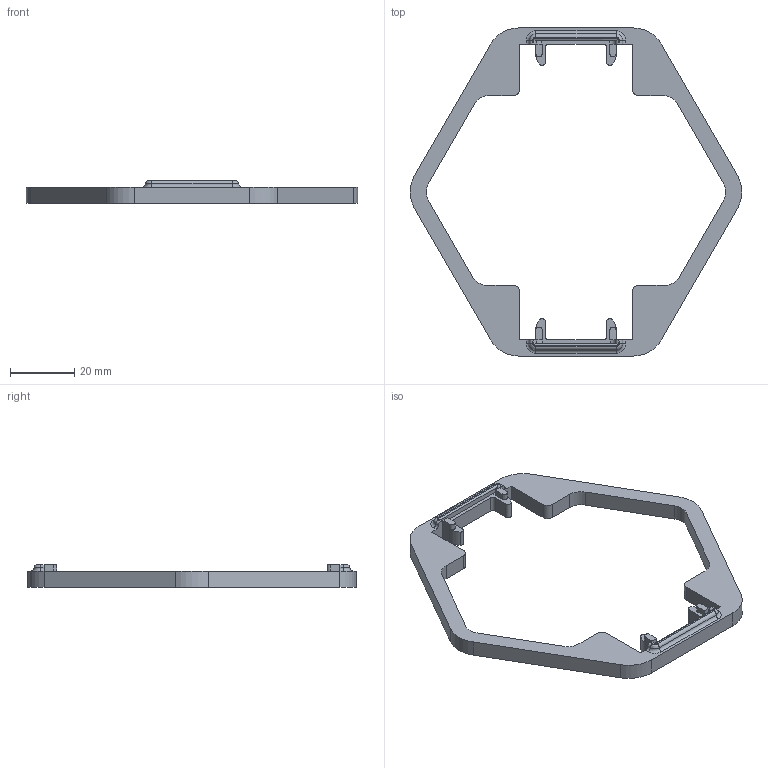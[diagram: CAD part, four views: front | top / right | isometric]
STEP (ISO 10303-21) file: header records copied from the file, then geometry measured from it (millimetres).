
FILE_DESCRIPTION(/* description */ (''),/* implementation_level */ '2;1');
FILE_NAME(/* name */ 'camera-top.stp',/* time_stamp */ '2024-11-10T19:16:10-08:00',/* author */ ('generic'),/* organization */ (''),/* preprocessor_version */ 'ST-DEVELOPER v19.2',/* originating_system */ 'Autodesk Inventor 2024',/* authorisation */ '');
FILE_SCHEMA (('AUTOMOTIVE_DESIGN { 1 0 10303 214 3 1 1 }'));
Length unit declared in the file: millimetre
Products named in the file (1): camera-top
Bounding box: 103.14 x 102 x 7 mm (x, y, z)
Volume: 11009.7 mm3; surface area: 7977.9 mm2
Topology: 1 solids, 1 shells, 114 faces, 316 edges, 205 vertices
Faces by surface type: plane 52, cylinder 51, bspline 7, torus 4
Entity records: 3885 total; most frequent: CARTESIAN_POINT 860, DIRECTION 633, ORIENTED_EDGE 632, EDGE_CURVE 316, AXIS2_PLACEMENT_3D 222, VERTEX_POINT 204, LINE 189, VECTOR 189
